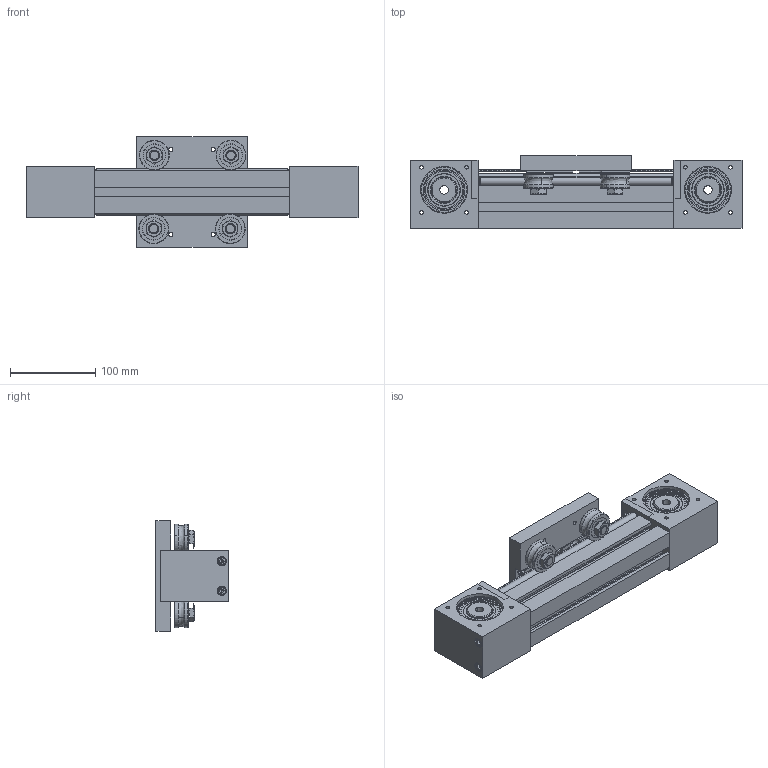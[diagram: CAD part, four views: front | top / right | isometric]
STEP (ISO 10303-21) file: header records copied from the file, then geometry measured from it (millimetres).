
FILE_DESCRIPTION (( 'STEP AP214' ), '1' );
FILE_NAME ('AZ2001.STEP', '2019-11-07T10:17:38', ( '' ), ( '' ), 'SwSTEP 2.0', 'SolidWorks 2019', '' );
FILE_SCHEMA (( 'AUTOMOTIVE_DESIGN' ));
Length unit declared in the file: millimetre
Products named in the file (1): AZ2001
Bounding box: 390 x 84.95 x 130 mm (x, y, z)
Surface area: 280392.6 mm2 (no closed solid volume)
Topology: 0 solids, 79 shells, 710 faces, 3081 edges, 2397 vertices
Faces by surface type: cylinder 269, plane 265, cone 98, bspline 48, torus 30
Entity records: 41388 total; most frequent: CARTESIAN_POINT 7957, DIRECTION 5871, ORIENTED_EDGE 4368, EDGE_CURVE 3071, VERTEX_POINT 2397, AXIS2_PLACEMENT_3D 2229, CIRCLE 1566, LINE 1413
